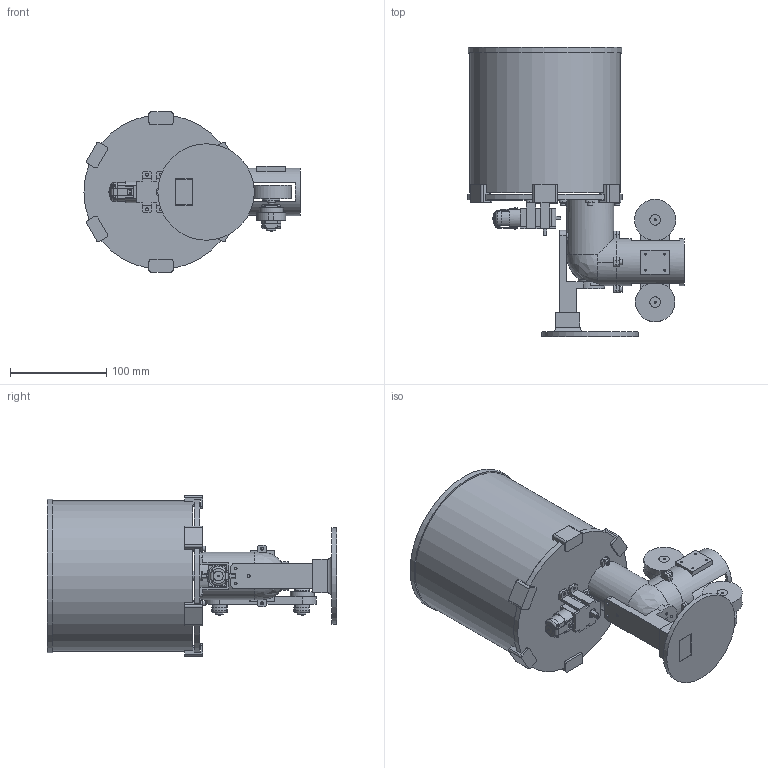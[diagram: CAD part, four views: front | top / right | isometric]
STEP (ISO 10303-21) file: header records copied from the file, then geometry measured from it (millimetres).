
FILE_DESCRIPTION(/* description */ (''),/* implementation_level */ '2;1');
FILE_NAME(/* name */ 'Robot.step',/* time_stamp */ '2024-05-17T00:21:12-03:00',/* author */ (''),/* organization */ (''),/* preprocessor_version */ 'ST-DEVELOPER v20',/* originating_system */ 'Autodesk Translation Framework v13.14.0.145',/* authorisation */ '');
FILE_SCHEMA (('AUTOMOTIVE_DESIGN { 1 0 10303 214 3 1 1 }'));
Length unit declared in the file: millimetre
Products named in the file (28): Robot; Motor Tube; Top Motor + Wheel; Wheel Support; Bottom Motor + Wheel; Wheel Support (1); 3V DC Electromotor; Entry Tube; Screws; Nuts; Reservoir (1); Base (1); Disc; Walls; Component21; Motor Holder; Reduction Box Motor; TT Motor; Part 8; Surface 1; Part 7; Part 6; Part 5; Part 4; Part 3; Part 2; Part 1; Base (2)
Assembly tree (28 placements, depth 5):
  Robot
    Motor Tube
      Top Motor + Wheel
        3V DC Electromotor
        Wheel Support
      Bottom Motor + Wheel
        Wheel Support (1)
        3V DC Electromotor
    Entry Tube
    Screws
    Nuts
    Reservoir (1)
      Base (1)
      Disc
      Walls
        Component21
      Motor Holder
      Reduction Box Motor
        TT Motor
          Part 8
          Surface 1
          Part 7
          Part 6
          Part 5
          Part 4
          Part 3
          Part 2
          Part 1
    Base (2)
Bounding box: 224.25 x 300.5 x 166.1 mm (x, y, z)
Volume: 520756.5 mm3; surface area: 376258.1 mm2
Topology: 39 solids, 40 shells, 1252 faces, 3217 edges, 2097 vertices
Faces by surface type: cylinder 573, plane 529, bspline 68, cone 57, torus 21, sphere 4
Full cylindrical faces by diameter (mm): 1.8 x1, 1.9 x2, 2 x8, 2.2 x2, 2.35 x77, 2.4 x2, 2.529 x16, 2.8 x1, 3 x113, 3.086 x4, 3.6 x2, 3.8 x1, 5.4 x2, 5.5 x7, 6 x2, 7.2 x1, 8 x2, 10 x5, 10.4 x1, 11 x4, 12 x1, 18 x2, 25 x3, 30 x1, 41 x1, 43 x3, 49 x1, 100 x1, 151.1 x1, 154.1 x2
Entity records: 54954 total; most frequent: CARTESIAN_POINT 26356, ORIENTED_EDGE 6000, DIRECTION 5362, EDGE_CURVE 3006, VERTEX_POINT 1973, AXIS2_PLACEMENT_3D 1927, LINE 1508, VECTOR 1508
